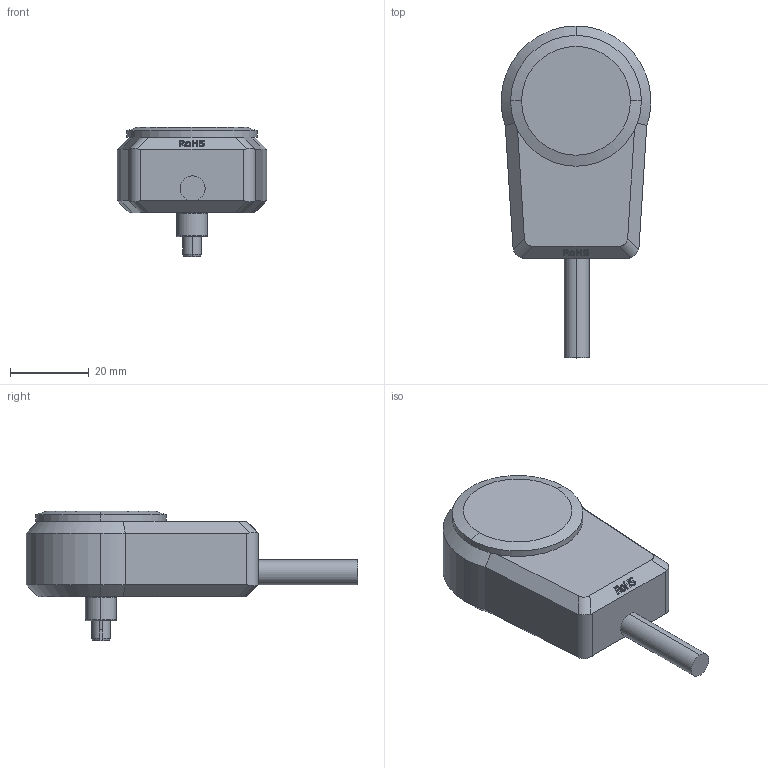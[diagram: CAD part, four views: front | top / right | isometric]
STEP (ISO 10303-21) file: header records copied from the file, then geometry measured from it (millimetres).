
FILE_DESCRIPTION (( 'STEP AP214' ), '1' );
FILE_NAME ('GSDA-PU2E.STEP', '2019-09-16T20:26:35', ( '' ), ( '' ), 'SwSTEP 2.0', 'SolidWorks 2017', '' );
FILE_SCHEMA (( 'AUTOMOTIVE_DESIGN' ));
Length unit declared in the file: inch
Products named in the file (1): GSDA-PU2E
Bounding box: 38.1 x 84.45 x 32.94 mm (x, y, z)
Volume: 35592.1 mm3; surface area: 19600.6 mm2
Topology: 28 solids, 28 shells, 657 faces, 1607 edges, 1030 vertices
Faces by surface type: plane 284, cylinder 234, bspline 117, cone 22
Entity records: 22655 total; most frequent: CARTESIAN_POINT 5752, ORIENTED_EDGE 3166, DIRECTION 3140, EDGE_CURVE 1583, AXIS2_PLACEMENT_3D 1148, VERTEX_POINT 1030, LINE 844, VECTOR 844
